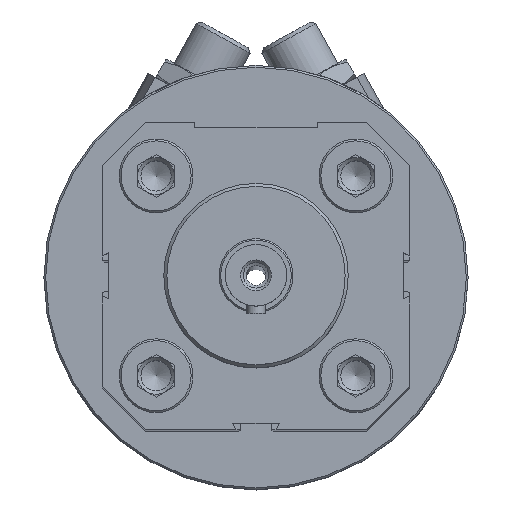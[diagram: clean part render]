
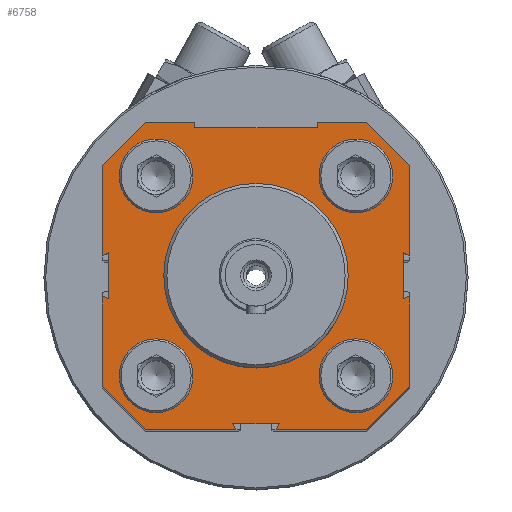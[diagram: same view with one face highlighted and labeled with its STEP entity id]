
A CAD part, top view. The second image highlights one B-rep face of the part: STEP entity #6758.
In plain terms, the highlighted face is planar.
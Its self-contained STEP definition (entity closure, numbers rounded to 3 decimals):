
#359=LINE('',#10335,#904);
#360=LINE('',#10338,#905);
#361=LINE('',#10340,#906);
#362=LINE('',#10342,#907);
#363=LINE('',#10344,#908);
#364=LINE('',#10346,#909);
#365=LINE('',#10348,#910);
#366=LINE('',#10350,#911);
#367=LINE('',#10352,#912);
#368=LINE('',#10354,#913);
#369=LINE('',#10356,#914);
#370=LINE('',#10358,#915);
#371=LINE('',#10360,#916);
#372=LINE('',#10362,#917);
#373=LINE('',#10364,#918);
#374=LINE('',#10366,#919);
#375=LINE('',#10368,#920);
#376=LINE('',#10370,#921);
#377=LINE('',#10372,#922);
#378=LINE('',#10374,#923);
#379=LINE('',#10376,#924);
#380=LINE('',#10378,#925);
#381=LINE('',#10380,#926);
#382=LINE('',#10382,#927);
#904=VECTOR('',#8154,1000.);
#905=VECTOR('',#8155,1000.);
#906=VECTOR('',#8156,1000.);
#907=VECTOR('',#8157,1000.);
#908=VECTOR('',#8158,1000.);
#909=VECTOR('',#8159,1000.);
#910=VECTOR('',#8160,1000.);
#911=VECTOR('',#8161,1000.);
#912=VECTOR('',#8162,1000.);
#913=VECTOR('',#8163,1000.);
#914=VECTOR('',#8164,1000.);
#915=VECTOR('',#8165,1000.);
#916=VECTOR('',#8166,1000.);
#917=VECTOR('',#8167,1000.);
#918=VECTOR('',#8168,1000.);
#919=VECTOR('',#8169,1000.);
#920=VECTOR('',#8170,1000.);
#921=VECTOR('',#8171,1000.);
#922=VECTOR('',#8172,1000.);
#923=VECTOR('',#8173,1000.);
#924=VECTOR('',#8174,1000.);
#925=VECTOR('',#8175,1000.);
#926=VECTOR('',#8176,1000.);
#927=VECTOR('',#8177,1000.);
#1449=ORIENTED_EDGE('',*,*,#3331,.F.);
#1450=ORIENTED_EDGE('',*,*,#3332,.F.);
#1451=ORIENTED_EDGE('',*,*,#3333,.F.);
#1452=ORIENTED_EDGE('',*,*,#3334,.F.);
#1453=ORIENTED_EDGE('',*,*,#3335,.F.);
#1454=ORIENTED_EDGE('',*,*,#3336,.F.);
#1455=ORIENTED_EDGE('',*,*,#3337,.F.);
#1456=ORIENTED_EDGE('',*,*,#3338,.F.);
#1457=ORIENTED_EDGE('',*,*,#3339,.F.);
#1458=ORIENTED_EDGE('',*,*,#3340,.F.);
#1459=ORIENTED_EDGE('',*,*,#3341,.F.);
#1460=ORIENTED_EDGE('',*,*,#3342,.F.);
#1461=ORIENTED_EDGE('',*,*,#3343,.F.);
#1462=ORIENTED_EDGE('',*,*,#3344,.F.);
#1463=ORIENTED_EDGE('',*,*,#3345,.F.);
#1464=ORIENTED_EDGE('',*,*,#3346,.F.);
#1465=ORIENTED_EDGE('',*,*,#3347,.F.);
#1466=ORIENTED_EDGE('',*,*,#3348,.F.);
#1467=ORIENTED_EDGE('',*,*,#3349,.F.);
#1468=ORIENTED_EDGE('',*,*,#3350,.F.);
#1469=ORIENTED_EDGE('',*,*,#3351,.F.);
#1470=ORIENTED_EDGE('',*,*,#3352,.F.);
#1471=ORIENTED_EDGE('',*,*,#3353,.F.);
#1472=ORIENTED_EDGE('',*,*,#3354,.F.);
#1473=ORIENTED_EDGE('',*,*,#3355,.F.);
#1474=ORIENTED_EDGE('',*,*,#3356,.F.);
#1475=ORIENTED_EDGE('',*,*,#3357,.F.);
#1476=ORIENTED_EDGE('',*,*,#3358,.F.);
#1477=ORIENTED_EDGE('',*,*,#3359,.F.);
#3331=EDGE_CURVE('',#4272,#4272,#4940,.T.);
#3332=EDGE_CURVE('',#4273,#4273,#4941,.T.);
#3333=EDGE_CURVE('',#4274,#4274,#4942,.F.);
#3334=EDGE_CURVE('',#4275,#4276,#359,.T.);
#3335=EDGE_CURVE('',#4277,#4275,#360,.T.);
#3336=EDGE_CURVE('',#4278,#4277,#361,.T.);
#3337=EDGE_CURVE('',#4279,#4278,#362,.T.);
#3338=EDGE_CURVE('',#4280,#4279,#363,.T.);
#3339=EDGE_CURVE('',#4281,#4280,#364,.T.);
#3340=EDGE_CURVE('',#4282,#4281,#365,.T.);
#3341=EDGE_CURVE('',#4283,#4282,#366,.T.);
#3342=EDGE_CURVE('',#4284,#4283,#367,.T.);
#3343=EDGE_CURVE('',#4285,#4284,#368,.T.);
#3344=EDGE_CURVE('',#4286,#4285,#369,.T.);
#3345=EDGE_CURVE('',#4287,#4286,#370,.T.);
#3346=EDGE_CURVE('',#4288,#4287,#371,.T.);
#3347=EDGE_CURVE('',#4289,#4288,#372,.T.);
#3348=EDGE_CURVE('',#4290,#4289,#373,.T.);
#3349=EDGE_CURVE('',#4291,#4290,#374,.T.);
#3350=EDGE_CURVE('',#4292,#4291,#375,.T.);
#3351=EDGE_CURVE('',#4293,#4292,#376,.T.);
#3352=EDGE_CURVE('',#4294,#4293,#377,.T.);
#3353=EDGE_CURVE('',#4295,#4294,#378,.T.);
#3354=EDGE_CURVE('',#4296,#4295,#379,.T.);
#3355=EDGE_CURVE('',#4297,#4296,#380,.T.);
#3356=EDGE_CURVE('',#4298,#4297,#381,.T.);
#3357=EDGE_CURVE('',#4276,#4298,#382,.T.);
#3358=EDGE_CURVE('',#4299,#4299,#4943,.T.);
#3359=EDGE_CURVE('',#4300,#4300,#4944,.T.);
#4272=VERTEX_POINT('',#10330);
#4273=VERTEX_POINT('',#10332);
#4274=VERTEX_POINT('',#10334);
#4275=VERTEX_POINT('',#10336);
#4276=VERTEX_POINT('',#10337);
#4277=VERTEX_POINT('',#10339);
#4278=VERTEX_POINT('',#10341);
#4279=VERTEX_POINT('',#10343);
#4280=VERTEX_POINT('',#10345);
#4281=VERTEX_POINT('',#10347);
#4282=VERTEX_POINT('',#10349);
#4283=VERTEX_POINT('',#10351);
#4284=VERTEX_POINT('',#10353);
#4285=VERTEX_POINT('',#10355);
#4286=VERTEX_POINT('',#10357);
#4287=VERTEX_POINT('',#10359);
#4288=VERTEX_POINT('',#10361);
#4289=VERTEX_POINT('',#10363);
#4290=VERTEX_POINT('',#10365);
#4291=VERTEX_POINT('',#10367);
#4292=VERTEX_POINT('',#10369);
#4293=VERTEX_POINT('',#10371);
#4294=VERTEX_POINT('',#10373);
#4295=VERTEX_POINT('',#10375);
#4296=VERTEX_POINT('',#10377);
#4297=VERTEX_POINT('',#10379);
#4298=VERTEX_POINT('',#10381);
#4299=VERTEX_POINT('',#10384);
#4300=VERTEX_POINT('',#10386);
#4940=CIRCLE('',#7327,6.);
#4941=CIRCLE('',#7328,6.);
#4942=CIRCLE('',#7329,15.);
#4943=CIRCLE('',#7330,6.);
#4944=CIRCLE('',#7331,6.);
#5300=EDGE_LOOP('',(#1449));
#5301=EDGE_LOOP('',(#1450));
#5302=EDGE_LOOP('',(#1451));
#5303=EDGE_LOOP('',(#1452,#1453,#1454,#1455,#1456,#1457,#1458,#1459,#1460,
#1461,#1462,#1463,#1464,#1465,#1466,#1467,#1468,#1469,#1470,#1471,#1472,
#1473,#1474,#1475));
#5304=EDGE_LOOP('',(#1476));
#5305=EDGE_LOOP('',(#1477));
#5909=FACE_BOUND('',#5300,.T.);
#5910=FACE_BOUND('',#5301,.T.);
#5911=FACE_BOUND('',#5302,.T.);
#5912=FACE_BOUND('',#5303,.T.);
#5913=FACE_BOUND('',#5304,.T.);
#5914=FACE_BOUND('',#5305,.T.);
#6526=PLANE('',#7326);
#6758=ADVANCED_FACE('',(#5909,#5910,#5911,#5912,#5913,#5914),#6526,.F.);
#7326=AXIS2_PLACEMENT_3D('',#10328,#8146,#8147);
#7327=AXIS2_PLACEMENT_3D('',#10329,#8148,#8149);
#7328=AXIS2_PLACEMENT_3D('',#10331,#8150,#8151);
#7329=AXIS2_PLACEMENT_3D('',#10333,#8152,#8153);
#7330=AXIS2_PLACEMENT_3D('',#10383,#8178,#8179);
#7331=AXIS2_PLACEMENT_3D('',#10385,#8180,#8181);
#8146=DIRECTION('',(1.,0.,0.));
#8147=DIRECTION('',(0.,0.,-1.));
#8148=DIRECTION('',(-1.,0.,0.));
#8149=DIRECTION('',(0.,0.,1.));
#8150=DIRECTION('',(-1.,0.,0.));
#8151=DIRECTION('',(0.,0.,1.));
#8152=DIRECTION('',(1.,0.,0.));
#8153=DIRECTION('',(0.,0.,-1.));
#8154=DIRECTION('',(0.,-1.,0.));
#8155=DIRECTION('',(0.,0.429,0.903));
#8156=DIRECTION('',(0.,-1.,0.));
#8157=DIRECTION('',(0.,0.429,-0.903));
#8158=DIRECTION('',(0.,-1.,0.));
#8159=DIRECTION('',(0.,-0.707,0.707));
#8160=DIRECTION('',(0.,0.,1.));
#8161=DIRECTION('',(0.,0.996,0.087));
#8162=DIRECTION('',(0.,0.,1.));
#8163=DIRECTION('',(0.,-0.996,0.087));
#8164=DIRECTION('',(0.,0.,1.));
#8165=DIRECTION('',(0.,0.707,0.707));
#8166=DIRECTION('',(0.,1.,0.));
#8167=DIRECTION('',(0.,-0.429,-0.903));
#8168=DIRECTION('',(0.,1.,0.));
#8169=DIRECTION('',(0.,-0.429,0.903));
#8170=DIRECTION('',(0.,1.,0.));
#8171=DIRECTION('',(0.,0.707,-0.707));
#8172=DIRECTION('',(0.,0.,-1.));
#8173=DIRECTION('',(0.,-0.903,0.429));
#8174=DIRECTION('',(0.,0.,-1.));
#8175=DIRECTION('',(0.,0.903,0.429));
#8176=DIRECTION('',(0.,0.,-1.));
#8177=DIRECTION('',(0.,-0.707,-0.707));
#8178=DIRECTION('',(-1.,0.,0.));
#8179=DIRECTION('',(0.,0.,1.));
#8180=DIRECTION('',(-1.,0.,0.));
#8181=DIRECTION('',(0.,0.,1.));
#10328=CARTESIAN_POINT('',(-231.7,0.,0.));
#10329=CARTESIAN_POINT('',(-231.7,-16.25,16.25));
#10330=CARTESIAN_POINT('',(-231.7,-16.25,22.25));
#10331=CARTESIAN_POINT('',(-231.7,16.25,-16.25));
#10332=CARTESIAN_POINT('',(-231.7,16.25,-10.25));
#10333=CARTESIAN_POINT('',(-231.7,0.,0.));
#10334=CARTESIAN_POINT('',(-231.7,0.,-15.));
#10335=CARTESIAN_POINT('',(-231.7,-3.275,25.));
#10336=CARTESIAN_POINT('',(-231.7,-3.275,25.));
#10337=CARTESIAN_POINT('',(-231.7,-18.,25.));
#10338=CARTESIAN_POINT('',(-231.7,-3.75,24.));
#10339=CARTESIAN_POINT('',(-231.7,-3.75,24.));
#10340=CARTESIAN_POINT('',(-231.7,3.75,24.));
#10341=CARTESIAN_POINT('',(-231.7,3.75,24.));
#10342=CARTESIAN_POINT('',(-231.7,3.275,25.));
#10343=CARTESIAN_POINT('',(-231.7,3.275,25.));
#10344=CARTESIAN_POINT('',(-231.7,18.,25.));
#10345=CARTESIAN_POINT('',(-231.7,18.,25.));
#10346=CARTESIAN_POINT('',(-231.7,25.,18.));
#10347=CARTESIAN_POINT('',(-231.7,25.,18.));
#10348=CARTESIAN_POINT('',(-231.7,25.,10.));
#10349=CARTESIAN_POINT('',(-231.7,25.,10.));
#10350=CARTESIAN_POINT('',(-231.7,24.1,9.921));
#10351=CARTESIAN_POINT('',(-231.7,24.1,9.921));
#10352=CARTESIAN_POINT('',(-231.7,24.1,-9.921));
#10353=CARTESIAN_POINT('',(-231.7,24.1,-9.921));
#10354=CARTESIAN_POINT('',(-231.7,25.,-10.));
#10355=CARTESIAN_POINT('',(-231.7,25.,-10.));
#10356=CARTESIAN_POINT('',(-231.7,25.,-18.));
#10357=CARTESIAN_POINT('',(-231.7,25.,-18.));
#10358=CARTESIAN_POINT('',(-231.7,18.,-25.));
#10359=CARTESIAN_POINT('',(-231.7,18.,-25.));
#10360=CARTESIAN_POINT('',(-231.7,3.275,-25.));
#10361=CARTESIAN_POINT('',(-231.7,3.275,-25.));
#10362=CARTESIAN_POINT('',(-231.7,3.75,-24.));
#10363=CARTESIAN_POINT('',(-231.7,3.75,-24.));
#10364=CARTESIAN_POINT('',(-231.7,-3.75,-24.));
#10365=CARTESIAN_POINT('',(-231.7,-3.75,-24.));
#10366=CARTESIAN_POINT('',(-231.7,-3.275,-25.));
#10367=CARTESIAN_POINT('',(-231.7,-3.275,-25.));
#10368=CARTESIAN_POINT('',(-231.7,-18.,-25.));
#10369=CARTESIAN_POINT('',(-231.7,-18.,-25.));
#10370=CARTESIAN_POINT('',(-231.7,-25.,-18.));
#10371=CARTESIAN_POINT('',(-231.7,-25.,-18.));
#10372=CARTESIAN_POINT('',(-231.7,-25.,-3.275));
#10373=CARTESIAN_POINT('',(-231.7,-25.,-3.275));
#10374=CARTESIAN_POINT('',(-231.7,-24.,-3.75));
#10375=CARTESIAN_POINT('',(-231.7,-24.,-3.75));
#10376=CARTESIAN_POINT('',(-231.7,-24.,3.75));
#10377=CARTESIAN_POINT('',(-231.7,-24.,3.75));
#10378=CARTESIAN_POINT('',(-231.7,-25.,3.275));
#10379=CARTESIAN_POINT('',(-231.7,-25.,3.275));
#10380=CARTESIAN_POINT('',(-231.7,-25.,18.));
#10381=CARTESIAN_POINT('',(-231.7,-25.,18.));
#10382=CARTESIAN_POINT('',(-231.7,-18.,25.));
#10383=CARTESIAN_POINT('',(-231.7,-16.25,-16.25));
#10384=CARTESIAN_POINT('',(-231.7,-16.25,-10.25));
#10385=CARTESIAN_POINT('',(-231.7,16.25,16.25));
#10386=CARTESIAN_POINT('',(-231.7,16.25,22.25));
